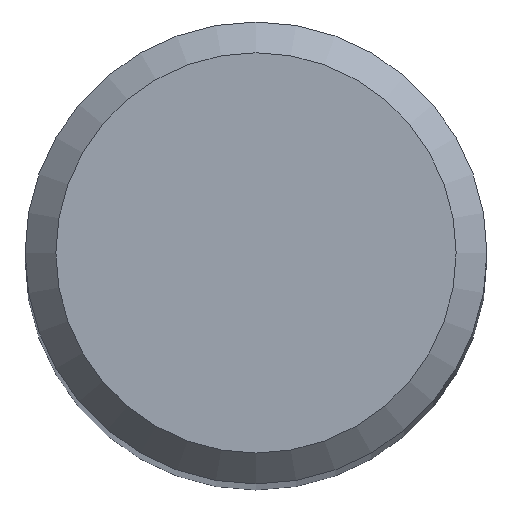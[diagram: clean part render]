
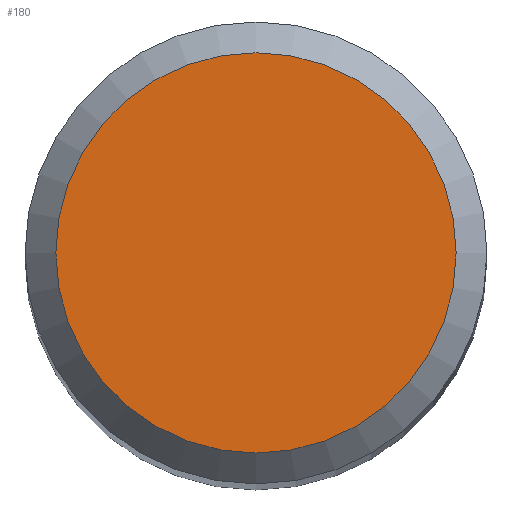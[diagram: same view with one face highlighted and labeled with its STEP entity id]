
A CAD part, top view. The second image highlights one B-rep face of the part: STEP entity #180.
In plain terms, the highlighted planar face has unit normal (0, 0, 1).
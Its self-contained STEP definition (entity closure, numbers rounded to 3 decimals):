
#1 = CARTESIAN_POINT ( 'NONE',  ( 0., 0., 57. ) ) ;
#9 = EDGE_LOOP ( 'NONE', ( #10 ) ) ;
#10 = ORIENTED_EDGE ( 'NONE', *, *, #141, .F. ) ;
#27 = DIRECTION ( 'NONE',  ( 0., 1., 0. ) ) ;
#33 = DIRECTION ( 'NONE',  ( 0., 1., 0. ) ) ;
#38 = VERTEX_POINT ( 'NONE', #158 ) ;
#43 = CARTESIAN_POINT ( 'NONE',  ( 0., 0., 57. ) ) ;
#64 = FACE_OUTER_BOUND ( 'NONE', #9, .T. ) ;
#72 = AXIS2_PLACEMENT_3D ( 'NONE', #43, #186, #27 ) ;
#121 = AXIS2_PLACEMENT_3D ( 'NONE', #1, #190, #33 ) ;
#141 = EDGE_CURVE ( 'NONE', #38, #38, #150, .T. ) ;
#150 = CIRCLE ( 'NONE', #121, 2.6 ) ;
#158 = CARTESIAN_POINT ( 'NONE',  ( 0., 2.6, 57. ) ) ;
#180 = ADVANCED_FACE ( 'NONE', ( #64 ), #200, .F. ) ;
#186 = DIRECTION ( 'NONE',  ( 0., 0., -1. ) ) ;
#190 = DIRECTION ( 'NONE',  ( 0., 0., -1. ) ) ;
#200 = PLANE ( 'NONE',  #72 ) ;
